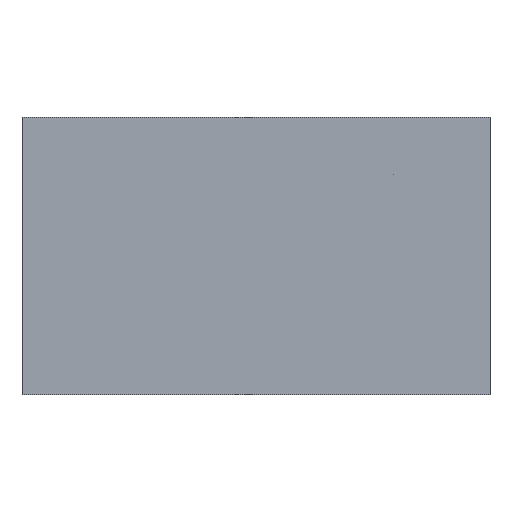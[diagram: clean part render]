
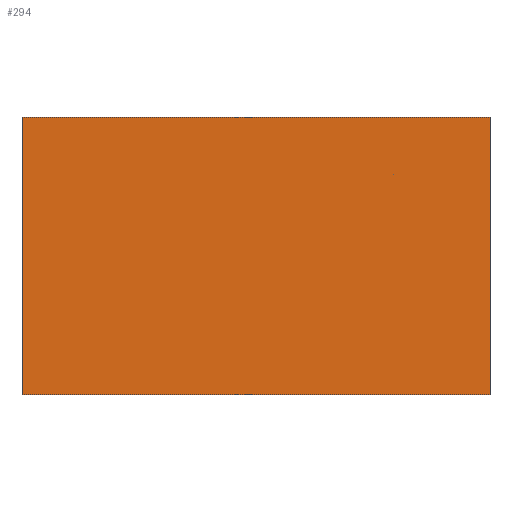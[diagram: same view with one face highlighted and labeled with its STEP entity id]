
A CAD part, front view. The second image highlights one B-rep face of the part: STEP entity #294.
In plain terms, the highlighted planar face has unit normal (0, -1, 0).
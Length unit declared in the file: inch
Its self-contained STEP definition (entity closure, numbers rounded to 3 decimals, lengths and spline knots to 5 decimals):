
#294 = ADVANCED_FACE( '', ( #685 ), #686, .F. );
#685 = FACE_OUTER_BOUND( '', #1151, .T. );
#686 = PLANE( '', #1152 );
#1151 = EDGE_LOOP( '', ( #2040, #2041, #2042, #2043 ) );
#1152 = AXIS2_PLACEMENT_3D( '', #2044, #2045, #2046 );
#2040 = ORIENTED_EDGE( '', *, *, #2625, .T. );
#2041 = ORIENTED_EDGE( '', *, *, #2694, .F. );
#2042 = ORIENTED_EDGE( '', *, *, #2770, .F. );
#2043 = ORIENTED_EDGE( '', *, *, #2942, .T. );
#2044 = CARTESIAN_POINT( '', ( 2.75, 0., 1.63 ) );
#2045 = DIRECTION( '', ( 0., 1., 0. ) );
#2046 = DIRECTION( '', ( 0., 0., 1. ) );
#2625 = EDGE_CURVE( '', #3115, #3113, #3116, .T. );
#2694 = EDGE_CURVE( '', #3237, #3113, #3239, .T. );
#2770 = EDGE_CURVE( '', #3371, #3237, #3373, .T. );
#2942 = EDGE_CURVE( '', #3371, #3115, #3633, .T. );
#3113 = VERTEX_POINT( '', #3830 );
#3115 = VERTEX_POINT( '', #3833 );
#3116 = LINE( '', #3834, #3835 );
#3237 = VERTEX_POINT( '', #3992 );
#3239 = LINE( '', #3995, #3996 );
#3371 = VERTEX_POINT( '', #4170 );
#3373 = LINE( '', #4173, #4174 );
#3633 = LINE( '', #4530, #4531 );
#3830 = CARTESIAN_POINT( '', ( 0., 0., 0. ) );
#3833 = CARTESIAN_POINT( '', ( 0., 0., 1.63 ) );
#3834 = CARTESIAN_POINT( '', ( 0., 0., 1.63 ) );
#3835 = VECTOR( '', #4782, 39.37008 );
#3992 = CARTESIAN_POINT( '', ( 2.75, 0., 0. ) );
#3995 = CARTESIAN_POINT( '', ( 2.75, 0., 0. ) );
#3996 = VECTOR( '', #4874, 39.37008 );
#4170 = CARTESIAN_POINT( '', ( 2.75, 0., 1.63 ) );
#4173 = CARTESIAN_POINT( '', ( 2.75, 0., 1.63 ) );
#4174 = VECTOR( '', #4978, 39.37008 );
#4530 = CARTESIAN_POINT( '', ( 2.75, 0., 1.63 ) );
#4531 = VECTOR( '', #5198, 39.37008 );
#4782 = DIRECTION( '', ( 0., 0., -1. ) );
#4874 = DIRECTION( '', ( -1., 0., 0. ) );
#4978 = DIRECTION( '', ( 0., 0., -1. ) );
#5198 = DIRECTION( '', ( -1., 0., 0. ) );
